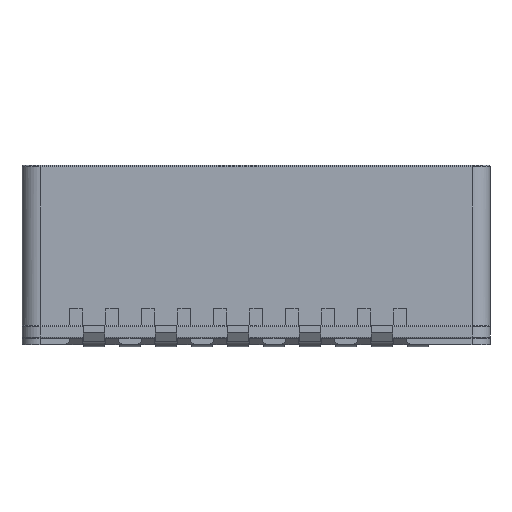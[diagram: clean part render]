
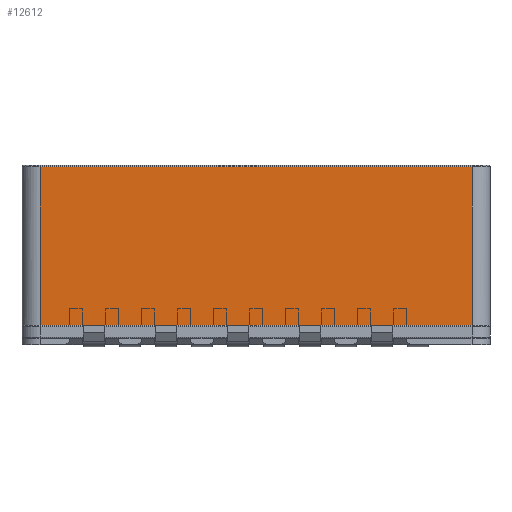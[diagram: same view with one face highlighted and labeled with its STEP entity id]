
A CAD part, front view. The second image highlights one B-rep face of the part: STEP entity #12612.
In plain terms, the highlighted planar face has unit normal (0, -1, 0).
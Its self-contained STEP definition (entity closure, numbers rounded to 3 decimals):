
#2434=ORIENTED_EDGE('',*,*,#5014,.T.);
#2435=ORIENTED_EDGE('',*,*,#5120,.T.);
#2436=ORIENTED_EDGE('',*,*,#5121,.T.);
#2437=ORIENTED_EDGE('',*,*,#5038,.T.);
#5014=EDGE_CURVE('',#6492,#6491,#7708,.T.);
#5038=EDGE_CURVE('',#6515,#6492,#7722,.T.);
#5120=EDGE_CURVE('',#6491,#6564,#7799,.F.);
#5121=EDGE_CURVE('',#6564,#6515,#7800,.F.);
#6491=VERTEX_POINT('',#19095);
#6492=VERTEX_POINT('',#19097);
#6515=VERTEX_POINT('',#19149);
#6564=VERTEX_POINT('',#19316);
#7708=LINE('',#19096,#9117);
#7722=LINE('',#19148,#9131);
#7799=LINE('',#19315,#9208);
#7800=LINE('',#19317,#9209);
#9117=VECTOR('',#15648,1000.);
#9131=VECTOR('',#15692,1000.);
#9208=VECTOR('',#15835,1000.);
#9209=VECTOR('',#15836,1000.);
#10153=EDGE_LOOP('',(#2434,#2435,#2436,#2437));
#10772=FACE_BOUND('',#10153,.T.);
#11280=PLANE('',#13481);
#12612=ADVANCED_FACE('',(#10772),#11280,.T.);
#13481=AXIS2_PLACEMENT_3D('',#19314,#15833,#15834);
#15648=DIRECTION('',(1.,0.,0.));
#15692=DIRECTION('',(0.,0.,-1.));
#15833=DIRECTION('',(0.,-1.,0.));
#15834=DIRECTION('',(1.,0.,0.));
#15835=DIRECTION('',(0.,0.,-1.));
#15836=DIRECTION('',(1.,0.,0.));
#19095=CARTESIAN_POINT('',(8.,-3.3,-4.45));
#19096=CARTESIAN_POINT('',(-14.534,-3.3,-4.45));
#19097=CARTESIAN_POINT('',(-4.,-3.3,-4.45));
#19148=CARTESIAN_POINT('',(-4.,-3.3,-4.45));
#19149=CARTESIAN_POINT('',(-4.,-3.3,-0.05));
#19314=CARTESIAN_POINT('',(-14.534,-3.3,0.));
#19315=CARTESIAN_POINT('',(8.,-3.3,0.));
#19316=CARTESIAN_POINT('',(8.,-3.3,-0.05));
#19317=CARTESIAN_POINT('',(-4.,-3.3,-0.05));
